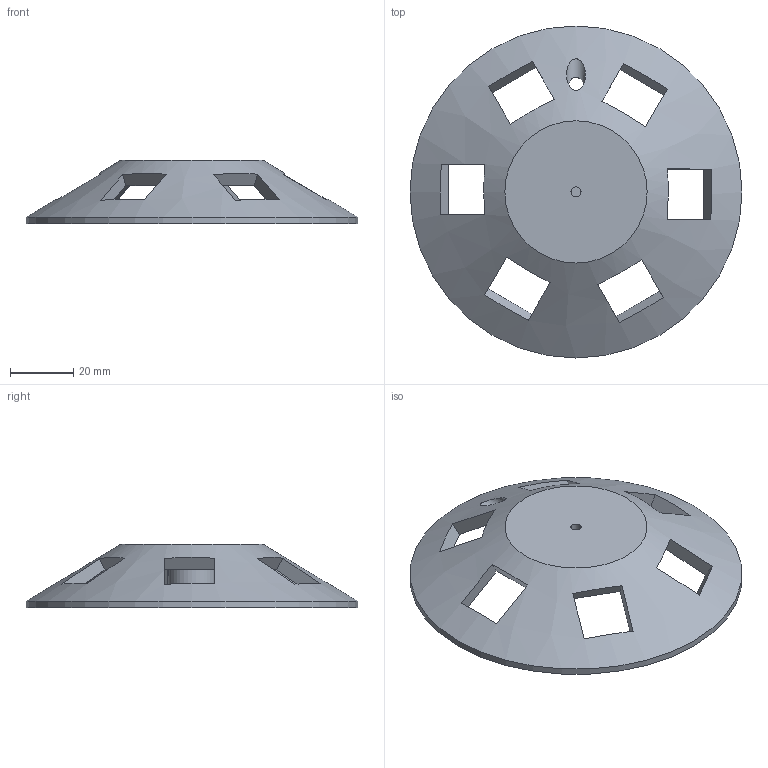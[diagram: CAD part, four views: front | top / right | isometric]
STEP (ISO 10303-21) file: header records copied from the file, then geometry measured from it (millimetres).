
FILE_DESCRIPTION(/* description */ (''),/* implementation_level */ '2;1');
FILE_NAME(/* name */ 'Centifuge Reservoir holder v2.step',/* time_stamp */ '2024-01-22T09:01:27-05:00',/* author */ (''),/* organization */ (''),/* preprocessor_version */ 'ST-DEVELOPER v20',/* originating_system */ 'Autodesk Translation Framework v12.14.0.127',/* authorisation */ '');
FILE_SCHEMA (('AUTOMOTIVE_DESIGN { 1 0 10303 214 3 1 1 }'));
Length unit declared in the file: millimetre
Products named in the file (1): Centifuge Reservoir holder
Bounding box: 105 x 105 x 20 mm (x, y, z)
Volume: 26938.6 mm3; surface area: 19985.7 mm2
Topology: 1 solids, 1 shells, 91 faces, 242 edges, 160 vertices
Faces by surface type: plane 83, cylinder 6, cone 2
Full cylindrical faces by diameter (mm): 2.5 x1, 3.2 x1, 6 x1, 15 x1, 99 x1, 105 x1
Entity records: 2905 total; most frequent: CARTESIAN_POINT 822, ORIENTED_EDGE 484, DIRECTION 346, EDGE_CURVE 242, VERTEX_POINT 160, LINE 142, VECTOR 142, EDGE_LOOP 114
